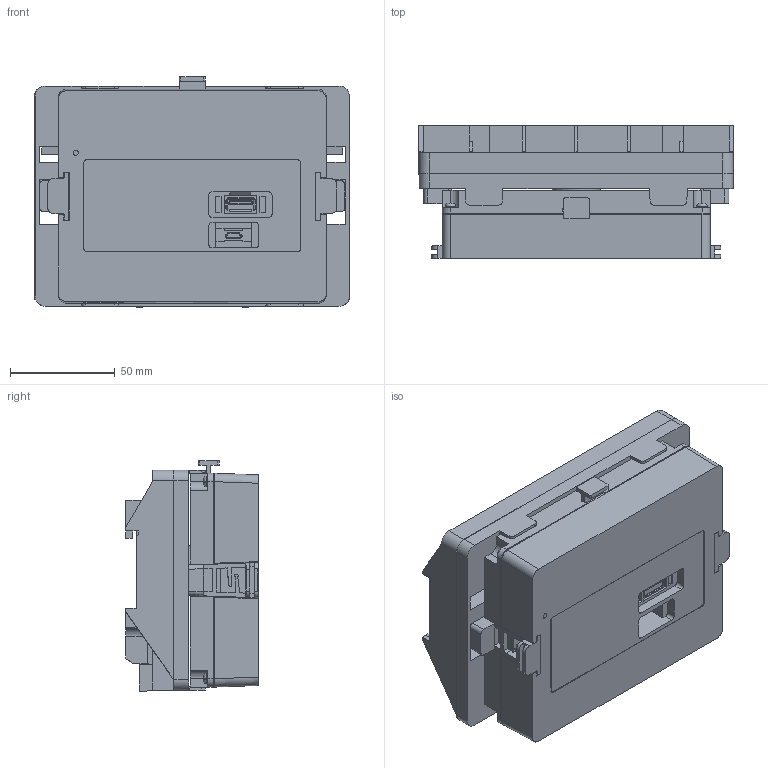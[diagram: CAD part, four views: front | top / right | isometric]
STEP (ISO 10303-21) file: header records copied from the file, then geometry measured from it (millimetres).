
FILE_DESCRIPTION((''),'2;1');
FILE_NAME('MFR8502401_ASM_SE_GATEWAY_0305__ASM','2020-05-20T10:56:28',('danae.lavaud'),(''),'CREO PARAMETRIC BY PTC INC, 2018260','CREO PARAMETRIC BY PTC INC, 2018260','');
FILE_SCHEMA(('AUTOMOTIVE_DESIGN { 1 0 10303 214 1 1 1 1 }'));
Products named in the file (43): PRT0005_10_1_1_1_1; PRT0006_2_1_1_1_1_1; PRT0006_2_2_1_1_1_1; PRT0006_2_3_1_1_1_1; PRT0006_2_ASM_1_ASM_1_ASM_1_ASM_ASM; 1CNR005385_MIG17_1_1_1_1_1_1; HUA20170_1_1_1_1_1_1; AU2_22MM_REMOTE_CABLE_PCB_ASM_2_ASM; PRT0008_1_1_1_1_1; SIMPLIFIED_ASM_3_ASM_1_ASM_1_AS_ASM; GDE5568501_ASM-DOCK_STATION_030_ASM; MFR6004601_1_1_1_1_1_1_1_1_1; PRT0005_3_1_1_1_1_1_1_1_1; PRT0005_3_2_1_1_1_1_1_1_1; PRT0005_3_ASM_1_ASM_1_ASM_1_ASM_ASM; PRT0006_3_1_1_1_1_1_1_1; PRT0007_1_1_1_1_1_1_1_1_1; PRT0007_1_2_1_1_1_1_1_1_1; PRT0007_1_3_1_1_1_1_1_1_1; PRT0007_1_4_1_1_1_1_1_1_1; PRT0007_1_ASM_1_ASM_1_ASM_1_ASM_ASM; PRT0008_1_1_1_1_1_1_1_1_1; PRT0008_1_2_1_1_1_1_1_1_1; PRT0008_1_ASM_1_ASM_1_ASM_1_ASM_ASM; PRT0009_2_1_1_1_1_1_1_1; SIMPLIFIED_ASM_3_ASM_1_ASM_1__1_ASM; HUA20681_COPY_1_1_1_1_1_1_1_1; C-6368214-8-A-3D_COPY_1_1_1_1_1; HUA19867_MIG17_1_1_1_1_1_1_1_1; BBV5932501_1_1_1_1_1_1_1_1; AURORA_MICROB_1_1_1_1_1_1_1_1; 1CNR005385_MIG17_1_1_1_1_1_1_1_; PRT0005_1_1_1_1_1_1_1_1; AU2_22_REAR_MODULE_PCB_ASM_1__1_ASM; PRT0006_1_1_1_1_1_1_1_1; PRT0006_1_2_1_1_1_1_1_1; PRT0006_1_ASM_1_ASM_1_ASM_1_ASM_ASM; ASM0002_ASM_1_ASM_1_ASM_1_ASM_1_ASM; ASM0002_ASM_1_ASM_1_ASM_1_ASM; SIMPLIFIED_ASM_1_ASM_1_ASM_1_AS_ASM ...
Assembly tree (42 placements, depth 9):
  MFR8502401_ASM_SE_GATEWAY_0305__ASM
    MFR8502401_ASM_SE_GATEWAY_030_2_ASM
      MFR8502401_ASM_SE_GATEWAY_030_1_ASM
        SIMPLIFIED_ASM_1_ASM_1_ASM_1_AS_ASM
          GDE5568501_ASM-DOCK_STATION_030_ASM
            SIMPLIFIED_ASM_3_ASM_1_ASM_1_AS_ASM
              PRT0005_10_1_1_1_1
              PRT0006_2_ASM_1_ASM_1_ASM_1_ASM_ASM
                PRT0006_2_1_1_1_1_1
                PRT0006_2_2_1_1_1_1
                PRT0006_2_3_1_1_1_1
              AU2_22MM_REMOTE_CABLE_PCB_ASM_2_ASM
                1CNR005385_MIG17_1_1_1_1_1_1
                HUA20170_1_1_1_1_1_1
              PRT0008_1_1_1_1_1
          ASM0002_ASM_1_ASM_1_ASM_1_ASM
            ASM0002_ASM_1_ASM_1_ASM_1_ASM_1_ASM
              SIMPLIFIED_ASM_3_ASM_1_ASM_1__1_ASM
                MFR6004601_1_1_1_1_1_1_1_1_1
                PRT0005_3_ASM_1_ASM_1_ASM_1_ASM_ASM
                  PRT0005_3_1_1_1_1_1_1_1_1
                  PRT0005_3_2_1_1_1_1_1_1_1
                PRT0006_3_1_1_1_1_1_1_1
                PRT0007_1_ASM_1_ASM_1_ASM_1_ASM_ASM
                  PRT0007_1_1_1_1_1_1_1_1_1
                  PRT0007_1_2_1_1_1_1_1_1_1
                  PRT0007_1_3_1_1_1_1_1_1_1
                  PRT0007_1_4_1_1_1_1_1_1_1
                PRT0008_1_ASM_1_ASM_1_ASM_1_ASM_ASM
                  PRT0008_1_1_1_1_1_1_1_1_1
                  PRT0008_1_2_1_1_1_1_1_1_1
                PRT0009_2_1_1_1_1_1_1_1
              AU2_22_REAR_MODULE_PCB_ASM_1__1_ASM
                HUA20681_COPY_1_1_1_1_1_1_1_1
                C-6368214-8-A-3D_COPY_1_1_1_1_1
                HUA19867_MIG17_1_1_1_1_1_1_1_1
                BBV5932501_1_1_1_1_1_1_1_1
                AURORA_MICROB_1_1_1_1_1_1_1_1
                1CNR005385_MIG17_1_1_1_1_1_1_1_
                PRT0005_1_1_1_1_1_1_1_1
              PRT0006_1_ASM_1_ASM_1_ASM_1_ASM_ASM
                PRT0006_1_1_1_1_1_1_1_1
                PRT0006_1_2_1_1_1_1_1_1
Bounding box: 150.26 x 63.33 x 109.86 mm (x, y, z)
Volume: 565279.3 mm3; surface area: 205736.6 mm2
Topology: 27 solids, 27 shells, 4002 faces, 10676 edges, 6879 vertices
Faces by surface type: plane 3365, cylinder 491, extrusion 103, cone 28, bspline 13, torus 2
Entity records: 127940 total; most frequent: CARTESIAN_POINT 25426, ORIENTED_EDGE 21352, DIRECTION 19603, EDGE_CURVE 10676, VECTOR 9225, LINE 9122, VERTEX_POINT 6879, AXIS2_PLACEMENT_3D 5189
